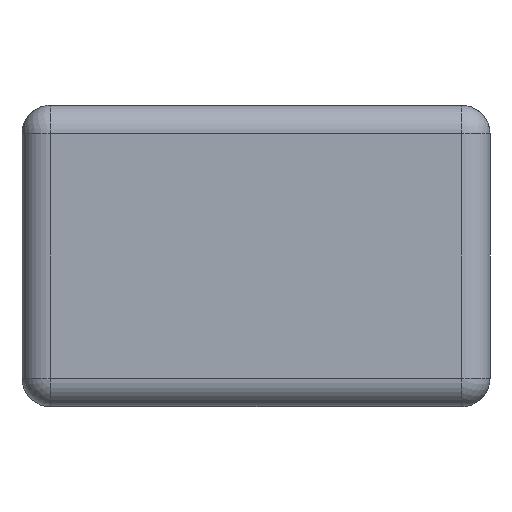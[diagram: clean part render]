
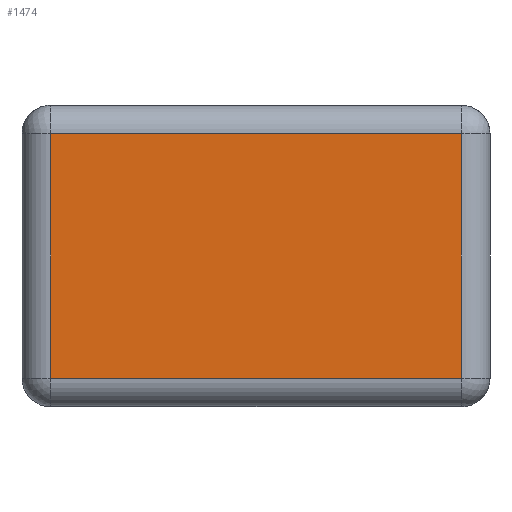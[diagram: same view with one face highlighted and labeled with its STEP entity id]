
A CAD part, left-side view. The second image highlights one B-rep face of the part: STEP entity #1474.
In plain terms, the highlighted planar face has unit normal (-1, 0, 0).
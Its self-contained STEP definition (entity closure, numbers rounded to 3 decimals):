
#61=PLANE('',#1587);
#132=FACE_OUTER_BOUND('',#224,.T.);
#224=EDGE_LOOP('',(#1079,#1080,#1081,#1082));
#313=LINE('',#2209,#471);
#315=LINE('',#2220,#473);
#316=LINE('',#2225,#474);
#317=LINE('',#2231,#475);
#471=VECTOR('',#1734,1.43);
#473=VECTOR('',#1752,0.85);
#474=VECTOR('',#1759,1.43);
#475=VECTOR('',#1770,0.85);
#684=VERTEX_POINT('',#2203);
#686=VERTEX_POINT('',#2207);
#687=VERTEX_POINT('',#2218);
#688=VERTEX_POINT('',#2223);
#824=EDGE_CURVE('',#686,#684,#313,.T.);
#830=EDGE_CURVE('',#687,#686,#315,.T.);
#832=EDGE_CURVE('',#688,#687,#316,.T.);
#835=EDGE_CURVE('',#684,#688,#317,.T.);
#1079=ORIENTED_EDGE('',*,*,#824,.F.);
#1080=ORIENTED_EDGE('',*,*,#830,.F.);
#1081=ORIENTED_EDGE('',*,*,#832,.F.);
#1082=ORIENTED_EDGE('',*,*,#835,.F.);
#1474=ADVANCED_FACE('',(#132),#61,.T.);
#1587=AXIS2_PLACEMENT_3D('',#2234,#1774,#1775);
#1734=DIRECTION('',(0.,1.,0.));
#1752=DIRECTION('',(0.,0.,-1.));
#1759=DIRECTION('',(0.,-1.,0.));
#1770=DIRECTION('',(0.,0.,1.));
#1774=DIRECTION('center_axis',(-1.,0.,0.));
#1775=DIRECTION('ref_axis',(0.,-1.,0.));
#2203=CARTESIAN_POINT('',(-1.635,0.715,0.1));
#2207=CARTESIAN_POINT('',(-1.635,-0.715,0.1));
#2209=CARTESIAN_POINT('',(-1.635,0.408,0.1));
#2218=CARTESIAN_POINT('',(-1.635,-0.715,0.95));
#2220=CARTESIAN_POINT('',(-1.635,-0.715,0.));
#2223=CARTESIAN_POINT('',(-1.635,0.715,0.95));
#2225=CARTESIAN_POINT('',(-1.635,0.408,0.95));
#2231=CARTESIAN_POINT('',(-1.635,0.715,0.));
#2234=CARTESIAN_POINT('Origin',(-1.635,0.815,0.));
